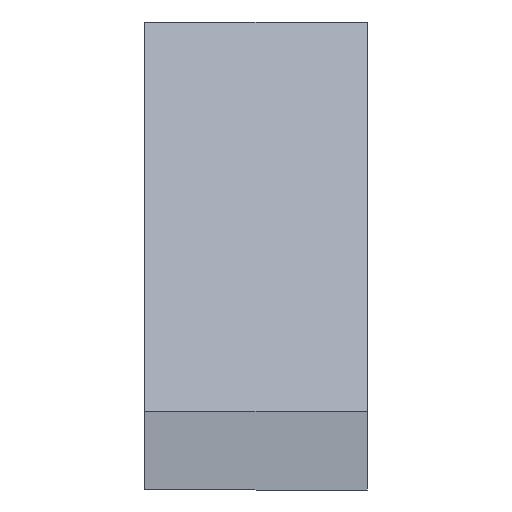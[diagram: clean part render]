
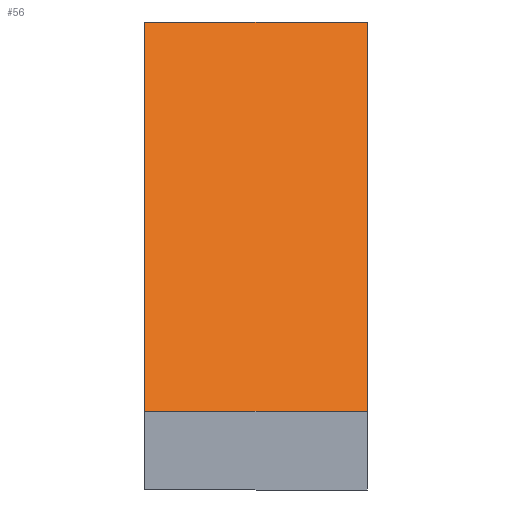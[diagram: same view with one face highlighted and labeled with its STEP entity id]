
A CAD part, front view. The second image highlights one B-rep face of the part: STEP entity #56.
In plain terms, the highlighted planar face has unit normal (0, -0.707, 0.707).
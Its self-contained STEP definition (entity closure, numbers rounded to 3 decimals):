
#56=ADVANCED_FACE('',(#109),#110,.T.);
#109=FACE_OUTER_BOUND('',#156,.T.);
#110=PLANE('',#157);
#156=EDGE_LOOP('',(#256,#257,#258,#259));
#157=AXIS2_PLACEMENT_3D('',#260,#261,#262);
#256=ORIENTED_EDGE('',*,*,#328,.F.);
#257=ORIENTED_EDGE('',*,*,#292,.F.);
#258=ORIENTED_EDGE('',*,*,#326,.F.);
#259=ORIENTED_EDGE('',*,*,#320,.F.);
#260=CARTESIAN_POINT('',(0.,-13.48,80.0));
#261=DIRECTION('',(0.,-0.707,0.707));
#262=DIRECTION('',(-1.0,0.,0.0));
#292=EDGE_CURVE('',#341,#343,#344,.T.);
#320=EDGE_CURVE('',#385,#387,#388,.T.);
#326=EDGE_CURVE('',#387,#341,#395,.T.);
#328=EDGE_CURVE('',#343,#385,#397,.T.);
#341=VERTEX_POINT('',#412);
#343=VERTEX_POINT('',#415);
#344=LINE('',#416,#417);
#385=VERTEX_POINT('',#478);
#387=VERTEX_POINT('',#481);
#388=LINE('',#482,#483);
#395=LINE('',#493,#494);
#397=LINE('',#496,#497);
#412=CARTESIAN_POINT('',(19.0,-13.48,80.0));
#415=CARTESIAN_POINT('',(19.0,-80.,13.48));
#416=CARTESIAN_POINT('',(19.0,-13.48,80.0));
#417=VECTOR('',#509,94.074);
#478=CARTESIAN_POINT('',(-19.0,-80.,13.48));
#481=CARTESIAN_POINT('',(-19.0,-13.48,80.0));
#482=CARTESIAN_POINT('',(-19.0,-80.,13.48));
#483=VECTOR('',#531,94.074);
#493=CARTESIAN_POINT('',(-19.0,-13.48,80.0));
#494=VECTOR('',#535,38.0);
#496=CARTESIAN_POINT('',(19.0,-80.,13.48));
#497=VECTOR('',#536,38.0);
#509=DIRECTION('',(0.,-0.707,-0.707));
#531=DIRECTION('',(0.,0.707,0.707));
#535=DIRECTION('',(1.0,0.,0.));
#536=DIRECTION('',(-1.0,0.,0.));
